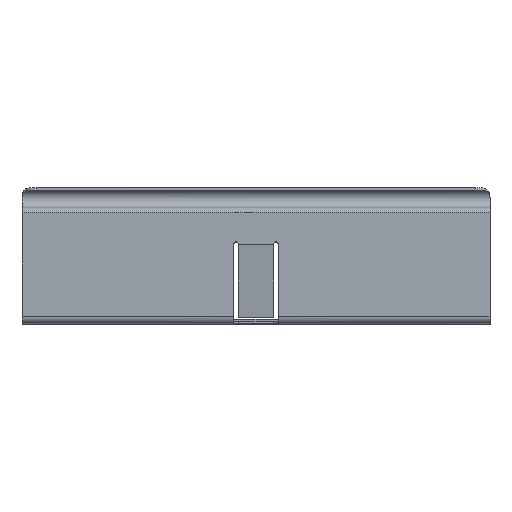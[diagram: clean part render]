
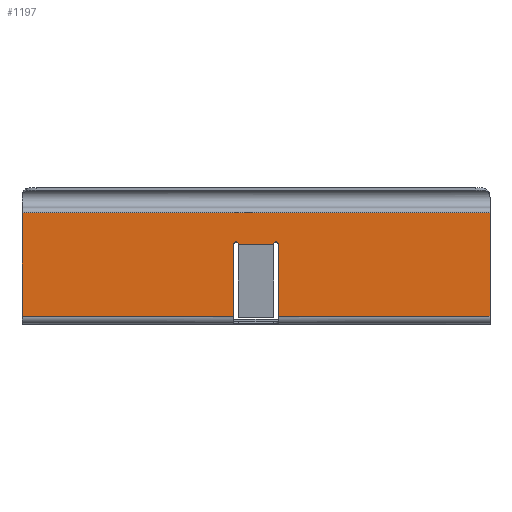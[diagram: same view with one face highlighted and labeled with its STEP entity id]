
A CAD part, top view. The second image highlights one B-rep face of the part: STEP entity #1197.
In plain terms, the highlighted face is planar.
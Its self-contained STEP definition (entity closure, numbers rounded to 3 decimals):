
#453=CARTESIAN_POINT('',(0.,34.087,-8.5));
#454=DIRECTION('',(1.,0.,0.));
#455=DIRECTION('',(0.,1.,0.));
#456=AXIS2_PLACEMENT_3D('',#453,#454,#455);
#458=CARTESIAN_POINT('',(0.,34.087,-8.5));
#459=DIRECTION('',(1.,0.,0.));
#460=DIRECTION('',(0.,0.,-1.));
#461=AXIS2_PLACEMENT_3D('',#458,#459,#460);
#463=DIRECTION('',(0.,-1.,0.));
#464=VECTOR('',#463,44.3);
#465=CARTESIAN_POINT('',(0.,47.55,-100.));
#466=LINE('',#465,#464);
#467=CARTESIAN_POINT('',(0.,34.087,8.5));
#468=DIRECTION('',(1.,0.,0.));
#469=DIRECTION('',(0.,1.,0.));
#470=AXIS2_PLACEMENT_3D('',#467,#468,#469);
#472=CARTESIAN_POINT('',(0.,34.087,8.5));
#473=DIRECTION('',(1.,0.,0.));
#474=DIRECTION('',(0.,0.,-1.));
#475=AXIS2_PLACEMENT_3D('',#472,#473,#474);
#477=DIRECTION('',(0.,0.,1.));
#478=VECTOR('',#477,15.);
#479=CARTESIAN_POINT('',(0.,33.95,-7.5));
#480=LINE('',#479,#478);
#490=DIRECTION('',(0.,-1.,0.));
#491=VECTOR('',#490,0.137);
#492=CARTESIAN_POINT('',(0.,34.087,7.5));
#493=LINE('',#492,#491);
#530=DIRECTION('',(0.,1.,0.));
#531=VECTOR('',#530,0.137);
#532=CARTESIAN_POINT('',(0.,33.95,-7.5));
#533=LINE('',#532,#531);
#595=DIRECTION('',(0.,1.,0.));
#596=VECTOR('',#595,30.837);
#597=CARTESIAN_POINT('',(0.,3.25,9.5));
#598=LINE('',#597,#596);
#617=DIRECTION('',(0.,-1.,0.));
#618=VECTOR('',#617,44.3);
#619=CARTESIAN_POINT('',(0.,47.55,100.));
#620=LINE('',#619,#618);
#667=DIRECTION('',(0.,0.,1.));
#668=VECTOR('',#667,200.);
#669=CARTESIAN_POINT('',(0.,47.55,-100.));
#670=LINE('',#669,#668);
#845=DIRECTION('',(0.,0.,-1.));
#846=VECTOR('',#845,90.5);
#847=CARTESIAN_POINT('',(0.,3.25,-9.5));
#848=LINE('',#847,#846);
#867=DIRECTION('',(0.,-1.,0.));
#868=VECTOR('',#867,30.837);
#869=CARTESIAN_POINT('',(0.,34.087,-9.5));
#870=LINE('',#869,#868);
#940=DIRECTION('',(0.,0.,-1.));
#941=VECTOR('',#940,90.5);
#942=CARTESIAN_POINT('',(0.,3.25,100.));
#943=LINE('',#942,#941);
#1013=CARTESIAN_POINT('',(0.,3.25,9.5));
#1014=CARTESIAN_POINT('',(0.,34.087,9.5));
#1015=VERTEX_POINT('',#1013);
#1016=VERTEX_POINT('',#1014);
#1029=CARTESIAN_POINT('',(0.,47.55,100.));
#1030=CARTESIAN_POINT('',(0.,3.25,100.));
#1031=VERTEX_POINT('',#1029);
#1032=VERTEX_POINT('',#1030);
#1033=CARTESIAN_POINT('',(0.,3.25,-9.5));
#1034=VERTEX_POINT('',#1033);
#1047=CARTESIAN_POINT('',(0.,33.95,-7.5));
#1048=CARTESIAN_POINT('',(0.,34.087,-7.5));
#1049=VERTEX_POINT('',#1047);
#1050=VERTEX_POINT('',#1048);
#1057=CARTESIAN_POINT('',(0.,35.087,-8.5));
#1058=VERTEX_POINT('',#1057);
#1063=CARTESIAN_POINT('',(0.,34.087,7.5));
#1064=CARTESIAN_POINT('',(0.,35.087,8.5));
#1065=VERTEX_POINT('',#1063);
#1066=VERTEX_POINT('',#1064);
#1071=CARTESIAN_POINT('',(0.,33.95,7.5));
#1072=VERTEX_POINT('',#1071);
#1083=CARTESIAN_POINT('',(0.,47.55,-100.));
#1084=VERTEX_POINT('',#1083);
#1099=CARTESIAN_POINT('',(0.,3.25,-100.));
#1100=VERTEX_POINT('',#1099);
#1107=CARTESIAN_POINT('',(0.,34.087,-9.5));
#1108=VERTEX_POINT('',#1107);
#1163=CARTESIAN_POINT('',(0.,3.25,100.));
#1164=DIRECTION('',(-1.,0.,0.));
#1165=DIRECTION('',(0.,0.,1.));
#1166=AXIS2_PLACEMENT_3D('',#1163,#1164,#1165);
#1167=PLANE('',#1166);
#1169=ORIENTED_EDGE('',*,*,#1168,.F.);
#1171=ORIENTED_EDGE('',*,*,#1170,.T.);
#1172=ORIENTED_EDGE('',*,*,#1152,.F.);
#1174=ORIENTED_EDGE('',*,*,#1173,.F.);
#1176=ORIENTED_EDGE('',*,*,#1175,.T.);
#1178=ORIENTED_EDGE('',*,*,#1177,.T.);
#1180=ORIENTED_EDGE('',*,*,#1179,.F.);
#1182=ORIENTED_EDGE('',*,*,#1181,.T.);
#1184=ORIENTED_EDGE('',*,*,#1183,.T.);
#1186=ORIENTED_EDGE('',*,*,#1185,.T.);
#1188=ORIENTED_EDGE('',*,*,#1187,.T.);
#1190=ORIENTED_EDGE('',*,*,#1189,.F.);
#1192=ORIENTED_EDGE('',*,*,#1191,.F.);
#1194=ORIENTED_EDGE('',*,*,#1193,.T.);
#1195=EDGE_LOOP('',(#1169,#1171,#1172,#1174,#1176,#1178,#1180,#1182,#1184,#1186,
#1188,#1190,#1192,#1194));
#1196=FACE_OUTER_BOUND('',#1195,.F.);
#1197=ADVANCED_FACE('',(#1196),#1167,.T.);
#457=CIRCLE('',#456,1.);
#462=CIRCLE('',#461,1.);
#471=CIRCLE('',#470,1.);
#476=CIRCLE('',#475,1.);
#1152=EDGE_CURVE('',#1058,#1050,#457,.T.);
#1168=EDGE_CURVE('',#1049,#1072,#480,.T.);
#1170=EDGE_CURVE('',#1049,#1050,#533,.T.);
#1173=EDGE_CURVE('',#1108,#1058,#462,.T.);
#1175=EDGE_CURVE('',#1108,#1034,#870,.T.);
#1177=EDGE_CURVE('',#1034,#1100,#848,.T.);
#1179=EDGE_CURVE('',#1084,#1100,#466,.T.);
#1181=EDGE_CURVE('',#1084,#1031,#670,.T.);
#1183=EDGE_CURVE('',#1031,#1032,#620,.T.);
#1185=EDGE_CURVE('',#1032,#1015,#943,.T.);
#1187=EDGE_CURVE('',#1015,#1016,#598,.T.);
#1189=EDGE_CURVE('',#1066,#1016,#471,.T.);
#1191=EDGE_CURVE('',#1065,#1066,#476,.T.);
#1193=EDGE_CURVE('',#1065,#1072,#493,.T.);
